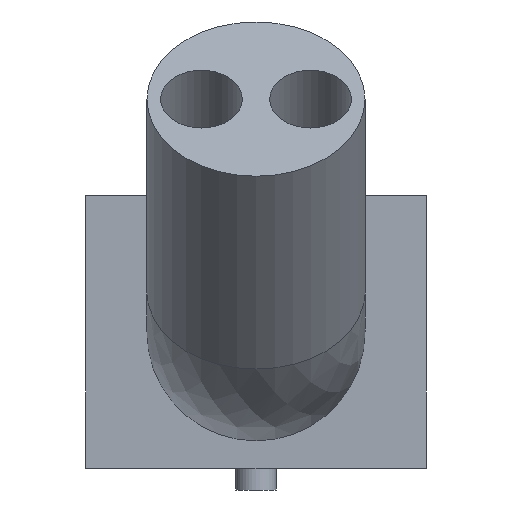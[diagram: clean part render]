
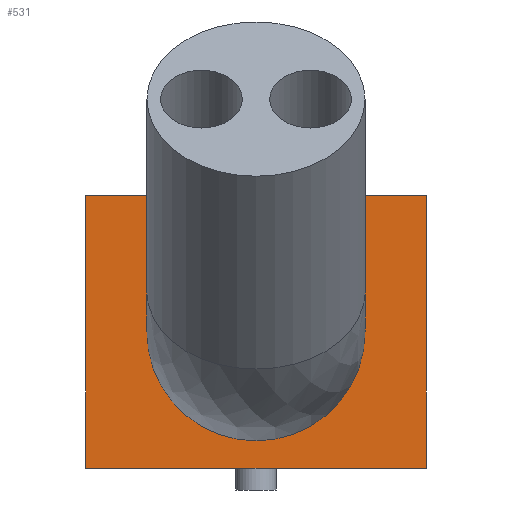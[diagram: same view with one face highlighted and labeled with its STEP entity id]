
A CAD part, front view. The second image highlights one B-rep face of the part: STEP entity #531.
In plain terms, the highlighted planar face has unit normal (0, -1, 0).
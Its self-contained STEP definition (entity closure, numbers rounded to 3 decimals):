
#159 = VERTEX_POINT('',#160);
#160 = CARTESIAN_POINT('',(12.5,-7.5,0.));
#166 = EDGE_CURVE('',#159,#167,#169,.T.);
#167 = VERTEX_POINT('',#168);
#168 = CARTESIAN_POINT('',(-12.5,-7.5,0.));
#169 = LINE('',#170,#171);
#170 = CARTESIAN_POINT('',(12.5,-7.5,0.));
#171 = VECTOR('',#172,1.);
#172 = DIRECTION('',(-1.,0.,0.));
#258 = VERTEX_POINT('',#259);
#259 = CARTESIAN_POINT('',(12.5,-7.5,20.));
#265 = EDGE_CURVE('',#258,#266,#268,.T.);
#266 = VERTEX_POINT('',#267);
#267 = CARTESIAN_POINT('',(-12.5,-7.5,20.));
#268 = LINE('',#269,#270);
#269 = CARTESIAN_POINT('',(12.5,-7.5,20.));
#270 = VECTOR('',#271,1.);
#271 = DIRECTION('',(-1.,0.,0.));
#501 = EDGE_CURVE('',#167,#266,#502,.T.);
#502 = LINE('',#503,#504);
#503 = CARTESIAN_POINT('',(-12.5,-7.5,0.));
#504 = VECTOR('',#505,1.);
#505 = DIRECTION('',(0.,0.,1.));
#520 = EDGE_CURVE('',#159,#258,#521,.T.);
#521 = LINE('',#522,#523);
#522 = CARTESIAN_POINT('',(12.5,-7.5,0.));
#523 = VECTOR('',#524,1.);
#524 = DIRECTION('',(0.,0.,1.));
#531 = ADVANCED_FACE('',(#532,#538),#549,.T.);
#532 = FACE_BOUND('',#533,.T.);
#533 = EDGE_LOOP('',(#534,#535,#536,#537));
#534 = ORIENTED_EDGE('',*,*,#520,.T.);
#535 = ORIENTED_EDGE('',*,*,#265,.T.);
#536 = ORIENTED_EDGE('',*,*,#501,.F.);
#537 = ORIENTED_EDGE('',*,*,#166,.F.);
#538 = FACE_BOUND('',#539,.T.);
#539 = EDGE_LOOP('',(#540));
#540 = ORIENTED_EDGE('',*,*,#541,.F.);
#541 = EDGE_CURVE('',#542,#542,#544,.T.);
#542 = VERTEX_POINT('',#543);
#543 = CARTESIAN_POINT('',(8.,-7.5,10.));
#544 = CIRCLE('',#545,8.);
#545 = AXIS2_PLACEMENT_3D('',#546,#547,#548);
#546 = CARTESIAN_POINT('',(0.,-7.5,10.));
#547 = DIRECTION('',(0.,-1.,0.));
#548 = DIRECTION('',(1.,0.,0.));
#549 = PLANE('',#550);
#550 = AXIS2_PLACEMENT_3D('',#551,#552,#553);
#551 = CARTESIAN_POINT('',(12.5,-7.5,0.));
#552 = DIRECTION('',(0.,-1.,0.));
#553 = DIRECTION('',(-1.,0.,0.));
